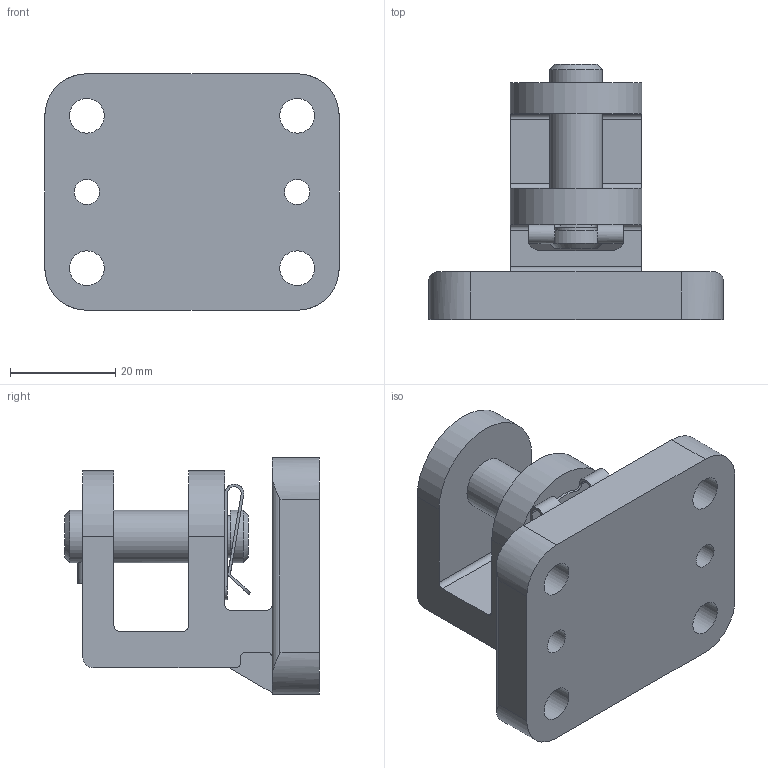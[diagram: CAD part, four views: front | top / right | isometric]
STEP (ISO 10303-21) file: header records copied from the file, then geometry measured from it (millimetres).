
FILE_DESCRIPTION(/* description */ ('STEP AP214'),/* implementation_level */ '2;1');
FILE_NAME(/* name */ '31768_LQG-32',/* time_stamp */ '2024-08-22T14:39:15+02:00',/* author */ ('License CC BY-ND 4.0'),/* organization */ ('CADENAS'),/* preprocessor_version */ 'ST-DEVELOPER v19.3',/* originating_system */ 'PARTsolutions',/* authorisation */ ' ');
FILE_SCHEMA (('AUTOMOTIVE_DESIGN {1 0 10303 214 3 1 1}'));
Length unit declared in the file: millimetre
Products named in the file (4): 31768 LQG-32; 31768 LQG-32---(L); 373493 BO- 10-026,5-DA; 210029 10 SXN 08 VERZINKT:SL
Assembly tree (3 placements, depth 2):
  31768 LQG-32
    31768 LQG-32---(L)
    373493 BO- 10-026,5-DA
    210029 10 SXN 08 VERZINKT:SL
Bounding box: 56 x 48.5 x 45 mm (x, y, z)
Volume: 38558.8 mm3; surface area: 15435.5 mm2
Topology: 3 solids, 3 shells, 92 faces, 252 edges, 168 vertices
Faces by surface type: cylinder 47, plane 43, cone 2
Full cylindrical faces by diameter (mm): 3 x1, 4.8 x2, 6.6 x4, 8 x1, 10 x4
Entity records: 3008 total; most frequent: CARTESIAN_POINT 528, DIRECTION 512, ORIENTED_EDGE 470, EDGE_CURVE 235, AXIS2_PLACEMENT_3D 188, VERTEX_POINT 165, LINE 136, VECTOR 136
